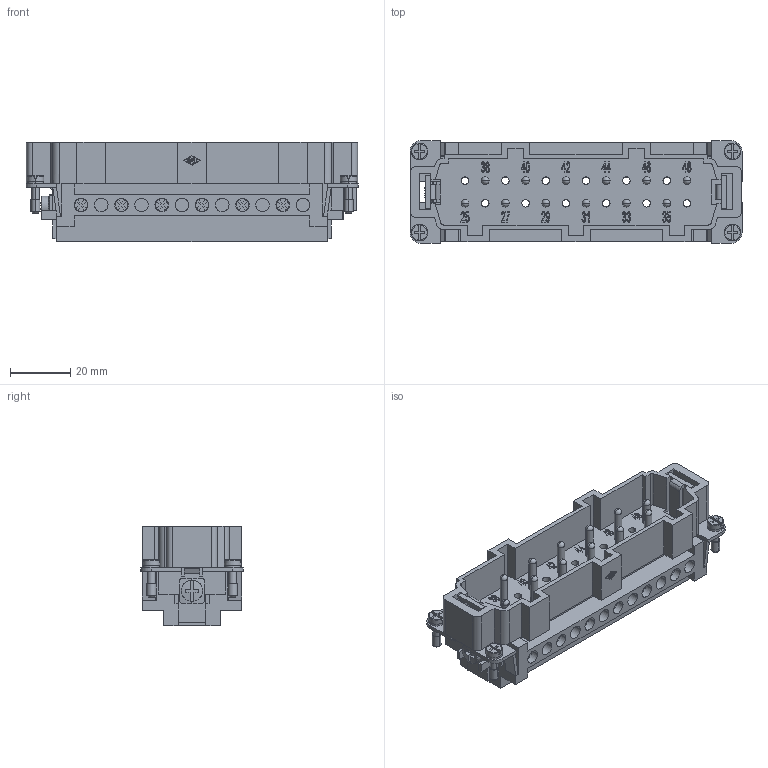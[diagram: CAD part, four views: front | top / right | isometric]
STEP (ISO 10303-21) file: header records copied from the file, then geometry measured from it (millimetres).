
FILE_DESCRIPTION((''),'2;1');
FILE_NAME('CMEM 10 TXN.stp','2006-10-31T14:24:57',('gembarski'),(''),'Autodesk Inventor 7','Autodesk Inventor 7','');
FILE_SCHEMA(('AUTOMOTIVE_DESIGN { 1 0 10303 214 1 1 1 1 }'));
Length unit declared in the file: millimetre
Products named in the file (1): CMEM 10 TXN
Bounding box: 110.3 x 34 x 33 mm (x, y, z)
Volume: 44015.7 mm3; surface area: 39950.8 mm2
Topology: 13 solids, 13 shells, 2161 faces, 5935 edges, 3859 vertices
Faces by surface type: plane 1046, bspline 764, cylinder 311, sphere 28, torus 8, cone 4
Entity records: 74137 total; most frequent: CARTESIAN_POINT 22728, ORIENTED_EDGE 11802, DIRECTION 8664, EDGE_CURVE 5901, VERTEX_POINT 3847, VECTOR 3830, LINE 3830, AXIS2_PLACEMENT_3D 2417
